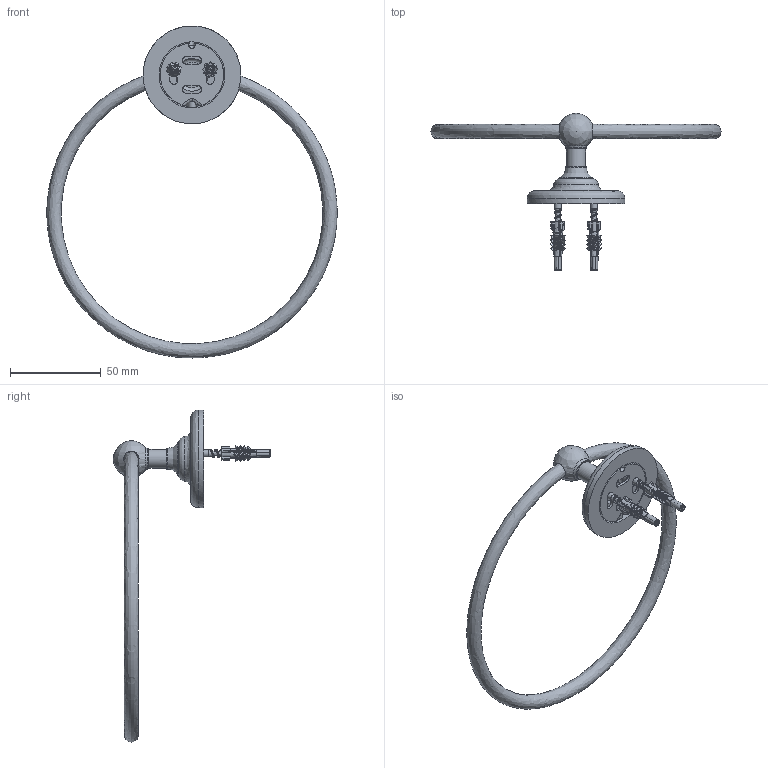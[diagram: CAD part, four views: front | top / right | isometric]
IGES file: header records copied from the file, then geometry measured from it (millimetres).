
Global section: file name: N4398; native system: Autodesk Inventor 2014; preprocessor: unknown; author: aprice; date: 20140707.153601; units: millimetre
Bounding box: 160.28 x 87 x 183.35 mm (x, y, z)
Volume: 43060.9 mm3; surface area: 27124.3 mm2
Topology: 10 solids, 10 shells, 593 faces, 1761 edges, 1176 vertices
Faces by surface type: bspline 593
